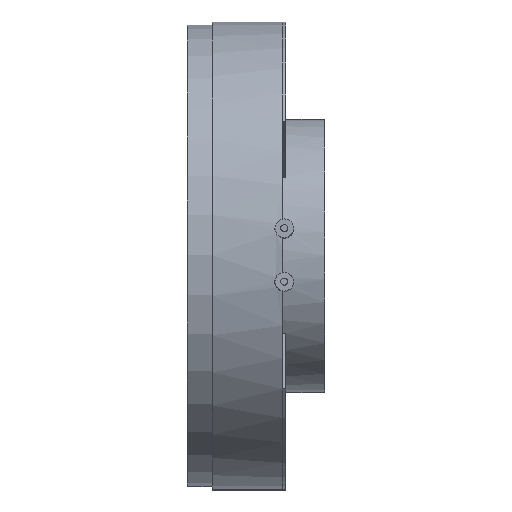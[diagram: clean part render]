
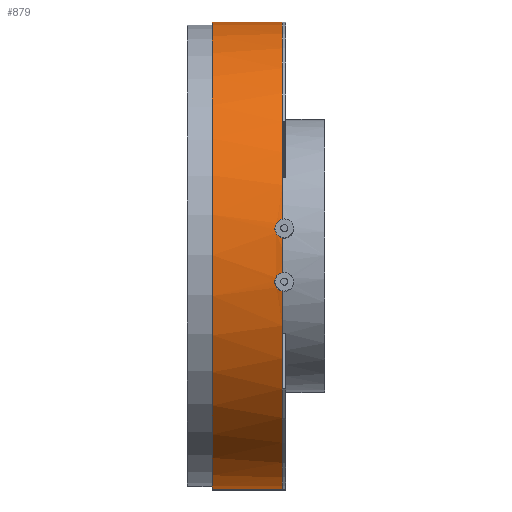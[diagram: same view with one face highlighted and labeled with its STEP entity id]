
A CAD part, top view. The second image highlights one B-rep face of the part: STEP entity #879.
In plain terms, the highlighted cylindrical face has radius 7.5 mm (diameter 15 mm), a partial arc.
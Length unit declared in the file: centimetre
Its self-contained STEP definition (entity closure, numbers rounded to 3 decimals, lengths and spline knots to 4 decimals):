
#35=B_SPLINE_CURVE_WITH_KNOTS('',3,(#1371,#1372,#1373,#1374,#1375,#1376,
#1377,#1378,#1379,#1380,#1381,#1382,#1383,#1384,#1385,#1386,#1387,#1388),
 .UNSPECIFIED.,.F.,.U.,(4,2,2,2,2,2,2,2,4),(0.,0.0113,0.0226,
0.034,0.0454,0.0568,0.0681,
0.0794,0.0907),.UNSPECIFIED.);
#36=B_SPLINE_CURVE_WITH_KNOTS('',3,(#1395,#1396,#1397,#1398,#1399,#1400,
#1401,#1402,#1403,#1404,#1405,#1406,#1407,#1408,#1409,#1410,#1411,#1412),
 .UNSPECIFIED.,.F.,.U.,(4,2,2,2,2,2,2,2,4),(0.,0.0113,0.0226,
0.034,0.0453,0.0567,0.0681,
0.0794,0.0907),.UNSPECIFIED.);
#42=VECTOR('',#1130,1.);
#43=VECTOR('',#1133,1.);
#96=LINE('',#1416,#42);
#97=LINE('',#1420,#43);
#213=VERTEX_POINT('',#1370);
#214=VERTEX_POINT('',#1389);
#215=VERTEX_POINT('',#1394);
#216=VERTEX_POINT('',#1413);
#217=VERTEX_POINT('',#1414);
#218=VERTEX_POINT('',#1415);
#219=VERTEX_POINT('',#1417);
#220=VERTEX_POINT('',#1419);
#221=VERTEX_POINT('',#1421);
#222=VERTEX_POINT('',#1422);
#295=CIRCLE('',#973,0.75);
#296=CIRCLE('',#974,0.75);
#347=EDGE_CURVE('',#214,#213,#35,.T.);
#349=EDGE_CURVE('',#213,#215,#295,.T.);
#350=EDGE_CURVE('',#215,#216,#36,.T.);
#351=EDGE_CURVE('',#216,#217,#295,.T.);
#352=EDGE_CURVE('',#217,#218,#295,.T.);
#353=EDGE_CURVE('',#219,#218,#96,.T.);
#354=EDGE_CURVE('',#219,#220,#296,.T.);
#355=EDGE_CURVE('',#220,#221,#97,.T.);
#356=EDGE_CURVE('',#221,#222,#295,.T.);
#357=EDGE_CURVE('',#222,#214,#295,.T.);
#492=ORIENTED_EDGE('',*,*,#347,.T.);
#493=ORIENTED_EDGE('',*,*,#349,.T.);
#494=ORIENTED_EDGE('',*,*,#350,.T.);
#495=ORIENTED_EDGE('',*,*,#351,.T.);
#496=ORIENTED_EDGE('',*,*,#352,.T.);
#497=ORIENTED_EDGE('',*,*,#353,.F.);
#498=ORIENTED_EDGE('',*,*,#354,.T.);
#499=ORIENTED_EDGE('',*,*,#355,.T.);
#500=ORIENTED_EDGE('',*,*,#356,.T.);
#501=ORIENTED_EDGE('',*,*,#357,.T.);
#720=EDGE_LOOP('',(#492,#493,#494,#495,#496,#497,#498,#499,#500,#501));
#813=FACE_BOUND('',#720,.T.);
#879=ADVANCED_FACE('',(#813),#1594,.T.);
#972=AXIS2_PLACEMENT_3D('',#1392,#1126,#1127);
#973=AXIS2_PLACEMENT_3D('',#1393,#1128,#1129);
#974=AXIS2_PLACEMENT_3D('',#1418,#1131,#1132);
#1126=DIRECTION('',(1.,0.,0.));
#1127=DIRECTION('',(0.,0.,-0.75));
#1128=DIRECTION('',(-1.,0.,0.));
#1129=DIRECTION('',(0.,0.,-0.75));
#1130=DIRECTION('',(1.,0.,0.));
#1131=DIRECTION('',(1.,0.,0.));
#1132=DIRECTION('',(0.,0.,-0.75));
#1133=DIRECTION('',(1.,0.,0.));
#1370=CARTESIAN_POINT('',(0.225,-0.0563,1.1979));
#1371=CARTESIAN_POINT('',(0.2307,-0.1158,1.191));
#1372=CARTESIAN_POINT('',(0.2269,-0.1158,1.191));
#1373=CARTESIAN_POINT('',(0.2229,-0.115,1.1911));
#1374=CARTESIAN_POINT('',(0.2155,-0.1119,1.1916));
#1375=CARTESIAN_POINT('',(0.2122,-0.1096,1.1919));
#1376=CARTESIAN_POINT('',(0.2068,-0.1043,1.1927));
#1377=CARTESIAN_POINT('',(0.2045,-0.101,1.1932));
#1378=CARTESIAN_POINT('',(0.2015,-0.0936,1.1942));
#1379=CARTESIAN_POINT('',(0.2007,-0.0895,1.1946));
#1380=CARTESIAN_POINT('',(0.2007,-0.082,1.1955));
#1381=CARTESIAN_POINT('',(0.2014,-0.078,1.1959));
#1382=CARTESIAN_POINT('',(0.2045,-0.0706,1.1967));
#1383=CARTESIAN_POINT('',(0.2068,-0.0672,1.197));
#1384=CARTESIAN_POINT('',(0.2122,-0.0619,1.1974));
#1385=CARTESIAN_POINT('',(0.2155,-0.0596,1.1976));
#1386=CARTESIAN_POINT('',(0.2229,-0.0565,1.1979));
#1387=CARTESIAN_POINT('',(0.2269,-0.0558,1.1979));
#1388=CARTESIAN_POINT('',(0.2307,-0.0558,1.1979));
#1389=CARTESIAN_POINT('',(0.225,-0.1152,1.1911));
#1392=CARTESIAN_POINT('',(0.,0.,0.45));
#1393=CARTESIAN_POINT('',(0.225,0.,0.45));
#1394=CARTESIAN_POINT('',(0.225,0.0563,1.1979));
#1395=CARTESIAN_POINT('',(0.2307,0.0558,1.1979));
#1396=CARTESIAN_POINT('',(0.2269,0.0558,1.1979));
#1397=CARTESIAN_POINT('',(0.2229,0.0565,1.1979));
#1398=CARTESIAN_POINT('',(0.2155,0.0596,1.1976));
#1399=CARTESIAN_POINT('',(0.2122,0.0619,1.1974));
#1400=CARTESIAN_POINT('',(0.2068,0.0672,1.197));
#1401=CARTESIAN_POINT('',(0.2045,0.0706,1.1967));
#1402=CARTESIAN_POINT('',(0.2014,0.078,1.1959));
#1403=CARTESIAN_POINT('',(0.2007,0.082,1.1955));
#1404=CARTESIAN_POINT('',(0.2007,0.0895,1.1946));
#1405=CARTESIAN_POINT('',(0.2015,0.0936,1.1942));
#1406=CARTESIAN_POINT('',(0.2045,0.101,1.1932));
#1407=CARTESIAN_POINT('',(0.2068,0.1043,1.1927));
#1408=CARTESIAN_POINT('',(0.2122,0.1096,1.1919));
#1409=CARTESIAN_POINT('',(0.2155,0.1119,1.1916));
#1410=CARTESIAN_POINT('',(0.2229,0.115,1.1911));
#1411=CARTESIAN_POINT('',(0.2269,0.1158,1.191));
#1412=CARTESIAN_POINT('',(0.2307,0.1158,1.191));
#1413=CARTESIAN_POINT('',(0.225,0.1152,1.1911));
#1414=CARTESIAN_POINT('',(0.225,0.4286,1.0655));
#1415=CARTESIAN_POINT('',(0.225,0.75,0.45));
#1416=CARTESIAN_POINT('',(0.,0.75,0.45));
#1417=CARTESIAN_POINT('',(0.,0.75,0.45));
#1418=CARTESIAN_POINT('',(0.,0.,0.45));
#1419=CARTESIAN_POINT('',(0.,-0.75,0.45));
#1420=CARTESIAN_POINT('',(0.,-0.75,0.45));
#1421=CARTESIAN_POINT('',(0.225,-0.75,0.45));
#1422=CARTESIAN_POINT('',(0.225,-0.4286,1.0655));
#1594=CYLINDRICAL_SURFACE('',#972,0.75);
